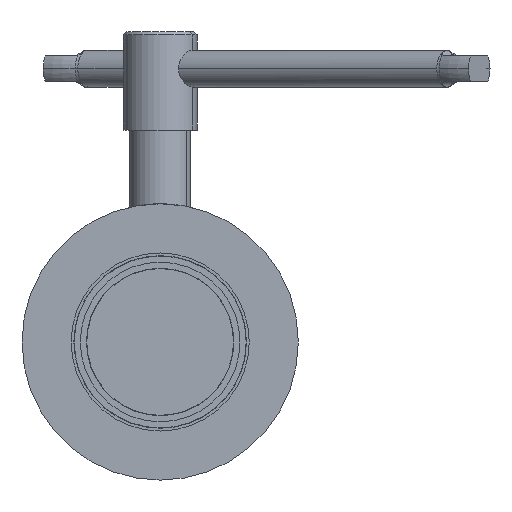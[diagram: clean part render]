
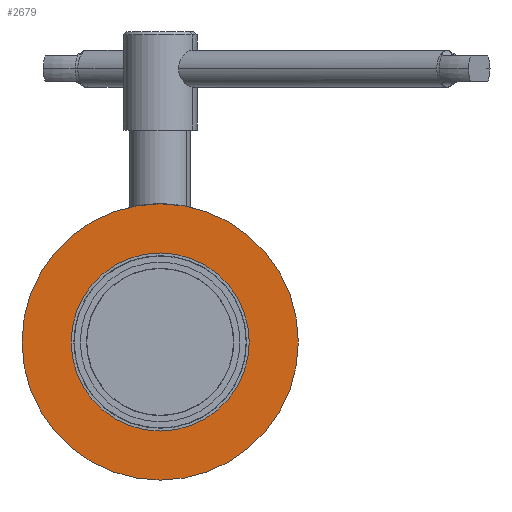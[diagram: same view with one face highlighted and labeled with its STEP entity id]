
A CAD part, front view. The second image highlights one B-rep face of the part: STEP entity #2679.
In plain terms, the highlighted planar face has unit normal (0, -1, 0).
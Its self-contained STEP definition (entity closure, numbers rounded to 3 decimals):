
#145 = DIRECTION ( 'NONE',  ( 0., 0., -1. ) ) ;
#150 = DIRECTION ( 'NONE',  ( 0., 0., 1. ) ) ;
#179 = CARTESIAN_POINT ( 'NONE',  ( 0., -75., 0. ) ) ;
#416 = VERTEX_POINT ( 'NONE', #2705 ) ;
#937 = PLANE ( 'NONE',  #1982 ) ;
#1140 = EDGE_LOOP ( 'NONE', ( #2303, #1422 ) ) ;
#1248 = CARTESIAN_POINT ( 'NONE',  ( 0., -75., 0. ) ) ;
#1422 = ORIENTED_EDGE ( 'NONE', *, *, #3392, .F. ) ;
#1478 = CIRCLE ( 'NONE', #2246, 22.5 ) ;
#1512 = CARTESIAN_POINT ( 'NONE',  ( 0., -75., 0. ) ) ;
#1530 = VERTEX_POINT ( 'NONE', #3592 ) ;
#1558 = DIRECTION ( 'NONE',  ( 0., 1., 0. ) ) ;
#1624 = EDGE_CURVE ( 'NONE', #2884, #1530, #2842, .T. ) ;
#1688 = AXIS2_PLACEMENT_3D ( 'NONE', #3332, #1747, #3960 ) ;
#1747 = DIRECTION ( 'NONE',  ( 0., -1., 0. ) ) ;
#1763 = CARTESIAN_POINT ( 'NONE',  ( 0., -75., 0. ) ) ;
#1854 = AXIS2_PLACEMENT_3D ( 'NONE', #1763, #2087, #3682 ) ;
#1883 = AXIS2_PLACEMENT_3D ( 'NONE', #1512, #2779, #145 ) ;
#1982 = AXIS2_PLACEMENT_3D ( 'NONE', #1248, #1558, #3179 ) ;
#2087 = DIRECTION ( 'NONE',  ( 0., 1., 0. ) ) ;
#2096 = ORIENTED_EDGE ( 'NONE', *, *, #1624, .F. ) ;
#2204 = CARTESIAN_POINT ( 'NONE',  ( 0., -75., 14.5 ) ) ;
#2246 = AXIS2_PLACEMENT_3D ( 'NONE', #179, #3680, #150 ) ;
#2303 = ORIENTED_EDGE ( 'NONE', *, *, #3701, .F. ) ;
#2591 = EDGE_LOOP ( 'NONE', ( #3274, #2096 ) ) ;
#2679 = ADVANCED_FACE ( 'NONE', ( #3628, #3870 ), #937, .F. ) ;
#2705 = CARTESIAN_POINT ( 'NONE',  ( 0., -75., -14.5 ) ) ;
#2779 = DIRECTION ( 'NONE',  ( 0., -1., 0. ) ) ;
#2842 = CIRCLE ( 'NONE', #1854, 22.5 ) ;
#2884 = VERTEX_POINT ( 'NONE', #2988 ) ;
#2988 = CARTESIAN_POINT ( 'NONE',  ( 0., -75., 22.5 ) ) ;
#2993 = EDGE_CURVE ( 'NONE', #1530, #2884, #1478, .T. ) ;
#3026 = CIRCLE ( 'NONE', #1883, 14.5 ) ;
#3179 = DIRECTION ( 'NONE',  ( 0., 0., 1. ) ) ;
#3216 = CIRCLE ( 'NONE', #1688, 14.5 ) ;
#3274 = ORIENTED_EDGE ( 'NONE', *, *, #2993, .F. ) ;
#3332 = CARTESIAN_POINT ( 'NONE',  ( 0., -75., 0. ) ) ;
#3392 = EDGE_CURVE ( 'NONE', #3862, #416, #3216, .T. ) ;
#3592 = CARTESIAN_POINT ( 'NONE',  ( 0., -75., -22.5 ) ) ;
#3628 = FACE_BOUND ( 'NONE', #1140, .T. ) ;
#3680 = DIRECTION ( 'NONE',  ( 0., 1., 0. ) ) ;
#3682 = DIRECTION ( 'NONE',  ( 0., 0., 1. ) ) ;
#3701 = EDGE_CURVE ( 'NONE', #416, #3862, #3026, .T. ) ;
#3862 = VERTEX_POINT ( 'NONE', #2204 ) ;
#3870 = FACE_OUTER_BOUND ( 'NONE', #2591, .T. ) ;
#3960 = DIRECTION ( 'NONE',  ( 0., 0., -1. ) ) ;
